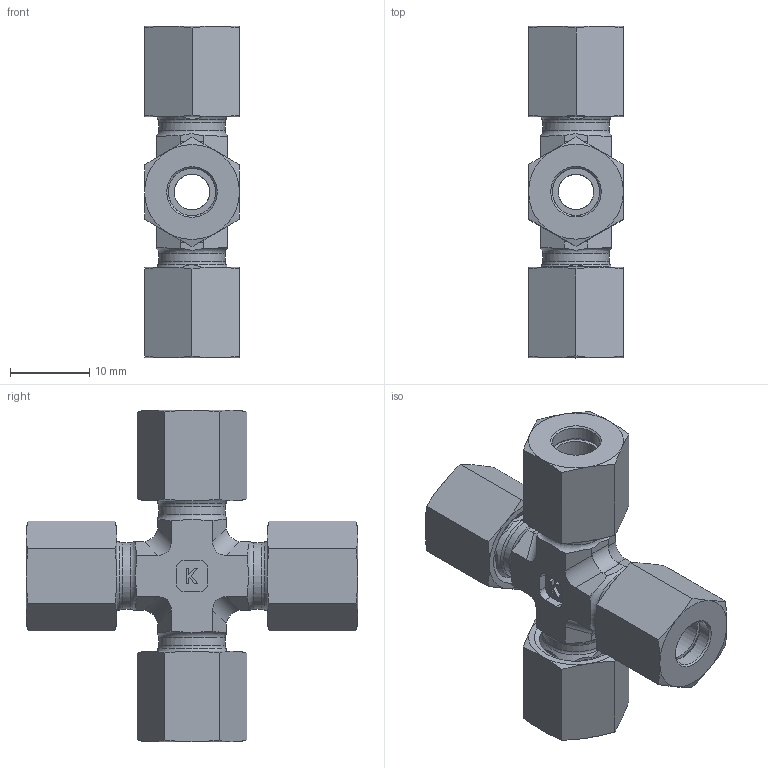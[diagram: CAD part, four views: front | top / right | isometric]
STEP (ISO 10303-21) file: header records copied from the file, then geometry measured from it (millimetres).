
FILE_DESCRIPTION((''),'2;1');
FILE_NAME('4950610.stp','2014-10-14T10:19:50',(''),('KNOMI spol. s r. o.'),'Autodesk Inventor 2012','Autodesk Inventor 2012','');
FILE_SCHEMA(('AUTOMOTIVE_DESIGN { 1 2 10303 214 0 1 1 1 }'));
Length unit declared in the file: millimetre
Products named in the file (4): KS1K 6LL 4xM10x1; 4900610; 3900610; 40006
Assembly tree (9 placements, depth 2):
  KS1K 6LL 4xM10x1
    4900610
    3900610  x4
    40006  x4
Bounding box: 12 x 42 x 42 mm (x, y, z)
Volume: 5981.2 mm3; surface area: 7486 mm2
Topology: 9 solids, 9 shells, 308 faces, 732 edges, 458 vertices
Faces by surface type: plane 156, cone 88, cylinder 52, torus 12
Full cylindrical faces by diameter (mm): 4.5 x4, 6 x12, 7.5 x4, 8 x4, 8.4 x4, 8.917 x4, 10 x4
Entity records: 6028 total; most frequent: CARTESIAN_POINT 1308, DIRECTION 914, ORIENTED_EDGE 852, EDGE_CURVE 426, AXIS2_PLACEMENT_3D 360, VERTEX_POINT 298, EDGE_LOOP 282, STYLED_ITEM 206
